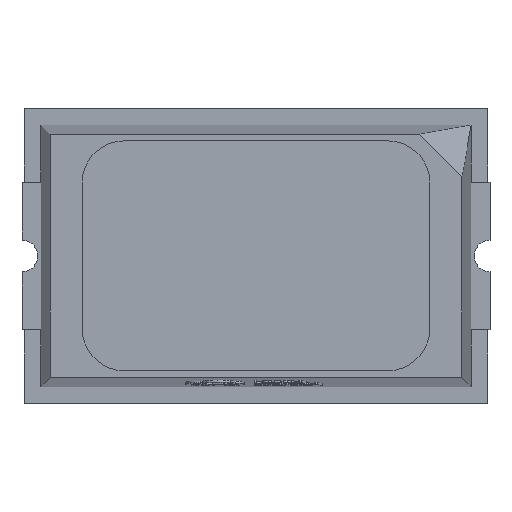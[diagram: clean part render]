
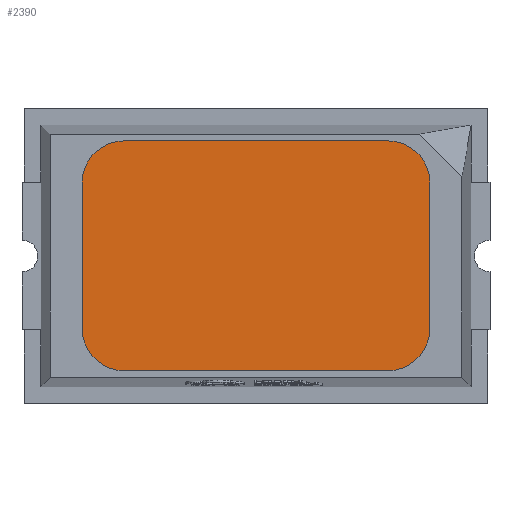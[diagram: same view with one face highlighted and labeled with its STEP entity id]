
A CAD part, top view. The second image highlights one B-rep face of the part: STEP entity #2390.
In plain terms, the highlighted planar face has unit normal (0, 0, 1).
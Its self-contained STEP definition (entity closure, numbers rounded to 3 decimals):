
#121 = ORIENTED_EDGE ( 'NONE', *, *, #380, .T. ) ;
#227 = DIRECTION ( 'NONE',  ( 1., 0., 0. ) ) ;
#271 = ORIENTED_EDGE ( 'NONE', *, *, #6866, .T. ) ;
#380 = EDGE_CURVE ( 'NONE', #7391, #4336, #9987, .T. ) ;
#546 = ORIENTED_EDGE ( 'NONE', *, *, #5267, .T. ) ;
#685 = CARTESIAN_POINT ( 'NONE',  ( -0.625, -0.545, 0.7 ) ) ;
#1421 = DIRECTION ( 'NONE',  ( 1., 0., 0. ) ) ;
#1759 = EDGE_LOOP ( 'NONE', ( #271, #2866, #121, #3002, #8914, #14260, #546, #6545 ) ) ;
#1970 = DIRECTION ( 'NONE',  ( 0., 0., 1. ) ) ;
#2297 = VERTEX_POINT ( 'NONE', #16867 ) ;
#2390 = ADVANCED_FACE ( 'NONE', ( #9365 ), #10548, .T. ) ;
#2516 = CARTESIAN_POINT ( 'NONE',  ( -0.625, -0.545, 0.7 ) ) ;
#2719 = DIRECTION ( 'NONE',  ( 0., 0., 1. ) ) ;
#2753 = CARTESIAN_POINT ( 'NONE',  ( 0.825, -0.345, 0.7 ) ) ;
#2763 = AXIS2_PLACEMENT_3D ( 'NONE', #11319, #4843, #12156 ) ;
#2866 = ORIENTED_EDGE ( 'NONE', *, *, #14321, .T. ) ;
#3002 = ORIENTED_EDGE ( 'NONE', *, *, #5353, .T. ) ;
#3122 = CARTESIAN_POINT ( 'NONE',  ( -0.625, 0.545, 0.7 ) ) ;
#3528 = LINE ( 'NONE', #2516, #12874 ) ;
#4010 = CARTESIAN_POINT ( 'NONE',  ( 0.625, -0.545, 0.7 ) ) ;
#4186 = VERTEX_POINT ( 'NONE', #7431 ) ;
#4336 = VERTEX_POINT ( 'NONE', #10033 ) ;
#4659 = VECTOR ( 'NONE', #13617, 1000. ) ;
#4714 = AXIS2_PLACEMENT_3D ( 'NONE', #5836, #9990, #9914 ) ;
#4843 = DIRECTION ( 'NONE',  ( 0., 0., 1. ) ) ;
#5267 = EDGE_CURVE ( 'NONE', #6234, #2297, #7422, .T. ) ;
#5353 = EDGE_CURVE ( 'NONE', #4336, #4186, #16503, .T. ) ;
#5380 = VERTEX_POINT ( 'NONE', #15530 ) ;
#5836 = CARTESIAN_POINT ( 'NONE',  ( -0.625, -0.345, 0.7 ) ) ;
#5979 = CARTESIAN_POINT ( 'NONE',  ( 0.825, 0.345, 0.7 ) ) ;
#6059 = VECTOR ( 'NONE', #13022, 1000. ) ;
#6098 = LINE ( 'NONE', #8398, #4659 ) ;
#6234 = VERTEX_POINT ( 'NONE', #4010 ) ;
#6545 = ORIENTED_EDGE ( 'NONE', *, *, #8750, .T. ) ;
#6788 = VERTEX_POINT ( 'NONE', #5979 ) ;
#6866 = EDGE_CURVE ( 'NONE', #6788, #5380, #13365, .T. ) ;
#7163 = CARTESIAN_POINT ( 'NONE',  ( -0.625, 0.345, 0.7 ) ) ;
#7270 = CARTESIAN_POINT ( 'NONE',  ( 0.625, 0.345, 0.7 ) ) ;
#7391 = VERTEX_POINT ( 'NONE', #3122 ) ;
#7422 = CIRCLE ( 'NONE', #2763, 0.2 ) ;
#7431 = CARTESIAN_POINT ( 'NONE',  ( -0.825, -0.345, 0.7 ) ) ;
#7507 = EDGE_CURVE ( 'NONE', #10770, #6234, #3528, .T. ) ;
#8089 = DIRECTION ( 'NONE',  ( 0., 0., 1. ) ) ;
#8398 = CARTESIAN_POINT ( 'NONE',  ( 0.625, 0.545, 0.7 ) ) ;
#8750 = EDGE_CURVE ( 'NONE', #2297, #6788, #10438, .T. ) ;
#8914 = ORIENTED_EDGE ( 'NONE', *, *, #8948, .T. ) ;
#8948 = EDGE_CURVE ( 'NONE', #4186, #10770, #12087, .T. ) ;
#9365 = FACE_OUTER_BOUND ( 'NONE', #1759, .T. ) ;
#9914 = DIRECTION ( 'NONE',  ( 1., 0., 0. ) ) ;
#9987 = CIRCLE ( 'NONE', #13847, 0.2 ) ;
#9990 = DIRECTION ( 'NONE',  ( 0., 0., 1. ) ) ;
#10033 = CARTESIAN_POINT ( 'NONE',  ( -0.825, 0.345, 0.7 ) ) ;
#10438 = LINE ( 'NONE', #2753, #6059 ) ;
#10548 = PLANE ( 'NONE',  #13106 ) ;
#10770 = VERTEX_POINT ( 'NONE', #685 ) ;
#11319 = CARTESIAN_POINT ( 'NONE',  ( 0.625, -0.345, 0.7 ) ) ;
#11580 = CARTESIAN_POINT ( 'NONE',  ( -0.825, 0.345, 0.7 ) ) ;
#11744 = DIRECTION ( 'NONE',  ( 0., -1., 0. ) ) ;
#12087 = CIRCLE ( 'NONE', #4714, 0.2 ) ;
#12156 = DIRECTION ( 'NONE',  ( 1., 0., 0. ) ) ;
#12874 = VECTOR ( 'NONE', #16492, 1000. ) ;
#13022 = DIRECTION ( 'NONE',  ( 0., 1., 0. ) ) ;
#13106 = AXIS2_PLACEMENT_3D ( 'NONE', #13149, #8089, #1421 ) ;
#13149 = CARTESIAN_POINT ( 'NONE',  ( 0.625, 0.345, 0.7 ) ) ;
#13365 = CIRCLE ( 'NONE', #16690, 0.2 ) ;
#13617 = DIRECTION ( 'NONE',  ( -1., 0., 0. ) ) ;
#13847 = AXIS2_PLACEMENT_3D ( 'NONE', #7163, #2719, #227 ) ;
#14260 = ORIENTED_EDGE ( 'NONE', *, *, #7507, .T. ) ;
#14321 = EDGE_CURVE ( 'NONE', #5380, #7391, #6098, .T. ) ;
#14531 = VECTOR ( 'NONE', #11744, 1000. ) ;
#15530 = CARTESIAN_POINT ( 'NONE',  ( 0.625, 0.545, 0.7 ) ) ;
#16492 = DIRECTION ( 'NONE',  ( 1., 0., 0. ) ) ;
#16503 = LINE ( 'NONE', #11580, #14531 ) ;
#16535 = DIRECTION ( 'NONE',  ( 1., 0., 0. ) ) ;
#16690 = AXIS2_PLACEMENT_3D ( 'NONE', #7270, #1970, #16535 ) ;
#16867 = CARTESIAN_POINT ( 'NONE',  ( 0.825, -0.345, 0.7 ) ) ;
